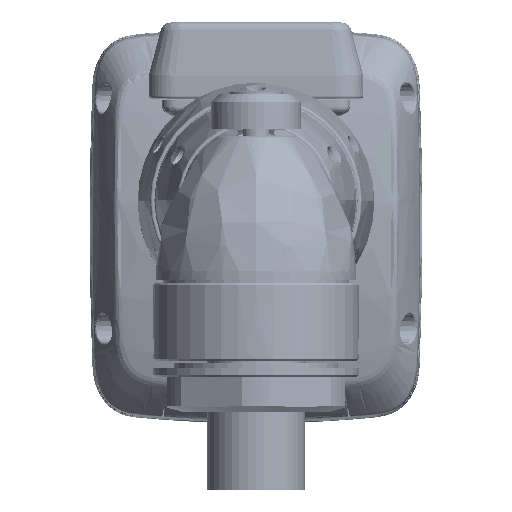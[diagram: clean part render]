
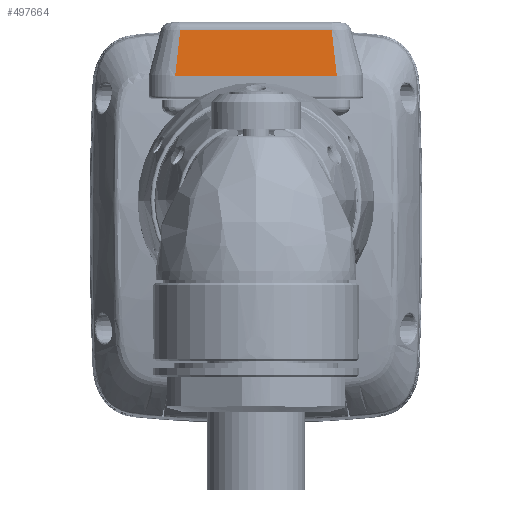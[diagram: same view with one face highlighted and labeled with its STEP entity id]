
A CAD part, top view. The second image highlights one B-rep face of the part: STEP entity #497664.
In plain terms, the highlighted planar face has unit normal (0, 0.087, 0.996).
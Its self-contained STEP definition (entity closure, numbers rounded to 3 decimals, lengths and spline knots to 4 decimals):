
#482154=DIRECTION('',(1.,0.,0.));
#482155=VECTOR('',#482154,1.4173);
#482156=CARTESIAN_POINT('',(-0.7087,1.1075,
0.5165));
#482157=LINE('',#482156,#482155);
#482672=CARTESIAN_POINT('',(0.668,1.5141,
0.4809));
#482674=DIRECTION('',(-1.,0.,0.));
#482675=VECTOR('',#482674,1.336);
#482676=CARTESIAN_POINT('',(0.668,1.5141,
0.4809));
#482677=LINE('',#482676,#482675);
#482678=DIRECTION('',(-0.108,0.99,-0.087));
#482679=VECTOR('',#482678,0.4102);
#482680=CARTESIAN_POINT('',(0.7125,1.1079,
0.5164));
#482681=LINE('',#482680,#482679);
#482682=CARTESIAN_POINT('',(0.7087,1.1075,
0.5165));
#482683=CARTESIAN_POINT('',(0.7099,1.1075,
0.5165));
#482684=CARTESIAN_POINT('',(0.7112,1.1076,
0.5164));
#482685=CARTESIAN_POINT('',(0.7125,1.1079,
0.5164));
#482687=CARTESIAN_POINT('',(-0.7125,1.1079,
0.5164));
#482688=CARTESIAN_POINT('',(-0.7112,1.1076,
0.5164));
#482689=CARTESIAN_POINT('',(-0.7099,1.1075,
0.5165));
#482690=CARTESIAN_POINT('',(-0.7087,1.1075,
0.5165));
#482692=DIRECTION('',(-0.108,-0.99,0.087));
#482693=VECTOR('',#482692,0.4102);
#482694=CARTESIAN_POINT('',(-0.668,1.5141,
0.4809));
#482695=LINE('',#482694,#482693);
#492969=VERTEX_POINT('',#482682);
#492970=VERTEX_POINT('',#482685);
#492975=VERTEX_POINT('',#482687);
#492976=VERTEX_POINT('',#482690);
#493051=VERTEX_POINT('',#482672);
#493053=CARTESIAN_POINT('',(-0.668,1.5141,
0.4809));
#493054=VERTEX_POINT('',#493053);
#497649=CARTESIAN_POINT('',(-0.8268,1.4749,
0.4843));
#497650=DIRECTION('',(0.,0.087,0.996));
#497651=DIRECTION('',(0.,-0.996,0.087));
#497652=AXIS2_PLACEMENT_3D('',#497649,#497650,#497651);
#497653=PLANE('',#497652);
#497655=ORIENTED_EDGE('',*,*,#497654,.F.);
#497656=ORIENTED_EDGE('',*,*,#497644,.F.);
#497657=ORIENTED_EDGE('',*,*,#496906,.F.);
#497658=ORIENTED_EDGE('',*,*,#496925,.F.);
#497659=ORIENTED_EDGE('',*,*,#496970,.F.);
#497661=ORIENTED_EDGE('',*,*,#497660,.F.);
#497662=EDGE_LOOP('',(#497655,#497656,#497657,#497658,#497659,#497661));
#497663=FACE_OUTER_BOUND('',#497662,.F.);
#497664=ADVANCED_FACE('',(#497663),#497653,.T.);
#482686=B_SPLINE_CURVE_WITH_KNOTS('',3,(#482682,#482683,#482684,#482685),
.UNSPECIFIED.,.F.,.F.,(4,4),(0.,1.),.UNSPECIFIED.);
#482691=B_SPLINE_CURVE_WITH_KNOTS('',3,(#482687,#482688,#482689,#482690),
.UNSPECIFIED.,.F.,.F.,(4,4),(0.,1.),.UNSPECIFIED.);
#496906=EDGE_CURVE('',#492969,#492970,#482686,.T.);
#496925=EDGE_CURVE('',#492976,#492969,#482157,.T.);
#496970=EDGE_CURVE('',#492975,#492976,#482691,.T.);
#497644=EDGE_CURVE('',#492970,#493051,#482681,.T.);
#497654=EDGE_CURVE('',#493051,#493054,#482677,.T.);
#497660=EDGE_CURVE('',#493054,#492975,#482695,.T.);
